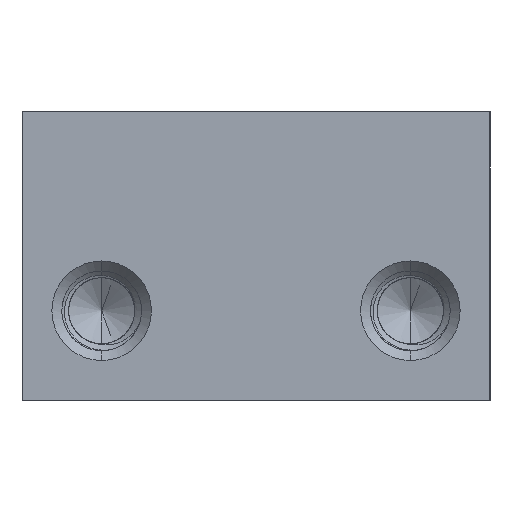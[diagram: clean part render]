
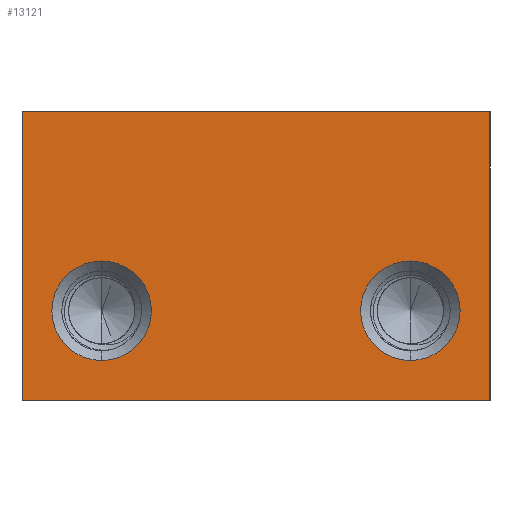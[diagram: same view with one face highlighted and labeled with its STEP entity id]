
A CAD part, left-side view. The second image highlights one B-rep face of the part: STEP entity #13121.
In plain terms, the highlighted planar face has unit normal (-1, 0, 0).
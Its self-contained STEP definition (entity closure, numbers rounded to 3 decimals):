
#394 = DIRECTION ( 'NONE',  ( 1., 0., 0. ) ) ;
#891 = EDGE_CURVE ( 'NONE', #6614, #8940, #5562, .T. ) ;
#1220 = CARTESIAN_POINT ( 'NONE',  ( 0., 0., 29. ) ) ;
#1561 = CIRCLE ( 'NONE', #3346, 5. ) ;
#1831 = VERTEX_POINT ( 'NONE', #11867 ) ;
#2180 = LINE ( 'NONE', #9474, #4337 ) ;
#2201 = DIRECTION ( 'NONE',  ( 1., 0., 0. ) ) ;
#2250 = FACE_BOUND ( 'NONE', #2474, .T. ) ;
#2474 = EDGE_LOOP ( 'NONE', ( #8848, #12781 ) ) ;
#2601 = CIRCLE ( 'NONE', #4889, 5. ) ;
#2665 = CARTESIAN_POINT ( 'NONE',  ( 0., 0., 0. ) ) ;
#2672 = VERTEX_POINT ( 'NONE', #11395 ) ;
#2802 = CARTESIAN_POINT ( 'NONE',  ( 0., 8., 9. ) ) ;
#2961 = CIRCLE ( 'NONE', #8385, 5. ) ;
#3123 = EDGE_CURVE ( 'NONE', #5009, #14959, #1561, .T. ) ;
#3198 = ORIENTED_EDGE ( 'NONE', *, *, #891, .T. ) ;
#3255 = AXIS2_PLACEMENT_3D ( 'NONE', #1220, #3745, #12663 ) ;
#3346 = AXIS2_PLACEMENT_3D ( 'NONE', #6511, #4974, #5301 ) ;
#3474 = EDGE_LOOP ( 'NONE', ( #5995, #13809 ) ) ;
#3745 = DIRECTION ( 'NONE',  ( 1., 0., 0. ) ) ;
#4049 = DIRECTION ( 'NONE',  ( 0., 0., -1. ) ) ;
#4337 = VECTOR ( 'NONE', #10800, 1000. ) ;
#4581 = ORIENTED_EDGE ( 'NONE', *, *, #7017, .T. ) ;
#4889 = AXIS2_PLACEMENT_3D ( 'NONE', #8000, #394, #9282 ) ;
#4972 = PLANE ( 'NONE',  #3255 ) ;
#4974 = DIRECTION ( 'NONE',  ( 1., 0., 0. ) ) ;
#5009 = VERTEX_POINT ( 'NONE', #7970 ) ;
#5258 = DIRECTION ( 'NONE',  ( 0., -1., 0. ) ) ;
#5301 = DIRECTION ( 'NONE',  ( 0., 0., -1. ) ) ;
#5562 = LINE ( 'NONE', #8004, #10211 ) ;
#5666 = AXIS2_PLACEMENT_3D ( 'NONE', #9824, #2201, #11086 ) ;
#5995 = ORIENTED_EDGE ( 'NONE', *, *, #3123, .T. ) ;
#6343 = LINE ( 'NONE', #7328, #6681 ) ;
#6502 = LINE ( 'NONE', #2665, #8510 ) ;
#6511 = CARTESIAN_POINT ( 'NONE',  ( 0., 8., 9. ) ) ;
#6614 = VERTEX_POINT ( 'NONE', #9924 ) ;
#6681 = VECTOR ( 'NONE', #8626, 1000. ) ;
#7017 = EDGE_CURVE ( 'NONE', #8940, #12683, #6502, .T. ) ;
#7328 = CARTESIAN_POINT ( 'NONE',  ( 0., 0., 29. ) ) ;
#7942 = EDGE_CURVE ( 'NONE', #14844, #2672, #9978, .T. ) ;
#7970 = CARTESIAN_POINT ( 'NONE',  ( 0., 8., 14. ) ) ;
#7987 = FACE_BOUND ( 'NONE', #3474, .T. ) ;
#8000 = CARTESIAN_POINT ( 'NONE',  ( 0., 39., 9. ) ) ;
#8004 = CARTESIAN_POINT ( 'NONE',  ( 0., 47., 29. ) ) ;
#8385 = AXIS2_PLACEMENT_3D ( 'NONE', #2802, #11678, #4049 ) ;
#8510 = VECTOR ( 'NONE', #5258, 1000. ) ;
#8546 = FACE_OUTER_BOUND ( 'NONE', #8831, .T. ) ;
#8626 = DIRECTION ( 'NONE',  ( 0., 0., -1. ) ) ;
#8831 = EDGE_LOOP ( 'NONE', ( #4581, #9085, #12098, #3198 ) ) ;
#8848 = ORIENTED_EDGE ( 'NONE', *, *, #7942, .T. ) ;
#8940 = VERTEX_POINT ( 'NONE', #9073 ) ;
#9073 = CARTESIAN_POINT ( 'NONE',  ( 0., 47., 0. ) ) ;
#9085 = ORIENTED_EDGE ( 'NONE', *, *, #12996, .F. ) ;
#9101 = EDGE_CURVE ( 'NONE', #2672, #14844, #2601, .T. ) ;
#9282 = DIRECTION ( 'NONE',  ( 0., 0., -1. ) ) ;
#9474 = CARTESIAN_POINT ( 'NONE',  ( 0., 0., 29. ) ) ;
#9824 = CARTESIAN_POINT ( 'NONE',  ( 0., 39., 9. ) ) ;
#9924 = CARTESIAN_POINT ( 'NONE',  ( 0., 47., 29. ) ) ;
#9978 = CIRCLE ( 'NONE', #5666, 5. ) ;
#10211 = VECTOR ( 'NONE', #11375, 1000. ) ;
#10272 = CARTESIAN_POINT ( 'NONE',  ( 0., 8., 4. ) ) ;
#10800 = DIRECTION ( 'NONE',  ( 0., -1., 0. ) ) ;
#11086 = DIRECTION ( 'NONE',  ( 0., 0., -1. ) ) ;
#11375 = DIRECTION ( 'NONE',  ( 0., 0., -1. ) ) ;
#11395 = CARTESIAN_POINT ( 'NONE',  ( 0., 39., 4. ) ) ;
#11415 = CARTESIAN_POINT ( 'NONE',  ( 0., 39., 14. ) ) ;
#11678 = DIRECTION ( 'NONE',  ( 1., 0., 0. ) ) ;
#11867 = CARTESIAN_POINT ( 'NONE',  ( 0., 0., 29. ) ) ;
#12098 = ORIENTED_EDGE ( 'NONE', *, *, #16142, .F. ) ;
#12663 = DIRECTION ( 'NONE',  ( 0., 0., -1. ) ) ;
#12683 = VERTEX_POINT ( 'NONE', #13376 ) ;
#12781 = ORIENTED_EDGE ( 'NONE', *, *, #9101, .T. ) ;
#12996 = EDGE_CURVE ( 'NONE', #1831, #12683, #6343, .T. ) ;
#13121 = ADVANCED_FACE ( 'NONE', ( #7987, #2250, #8546 ), #4972, .F. ) ;
#13376 = CARTESIAN_POINT ( 'NONE',  ( 0., 0., 0. ) ) ;
#13809 = ORIENTED_EDGE ( 'NONE', *, *, #15905, .T. ) ;
#14844 = VERTEX_POINT ( 'NONE', #11415 ) ;
#14959 = VERTEX_POINT ( 'NONE', #10272 ) ;
#15905 = EDGE_CURVE ( 'NONE', #14959, #5009, #2961, .T. ) ;
#16142 = EDGE_CURVE ( 'NONE', #6614, #1831, #2180, .T. ) ;
